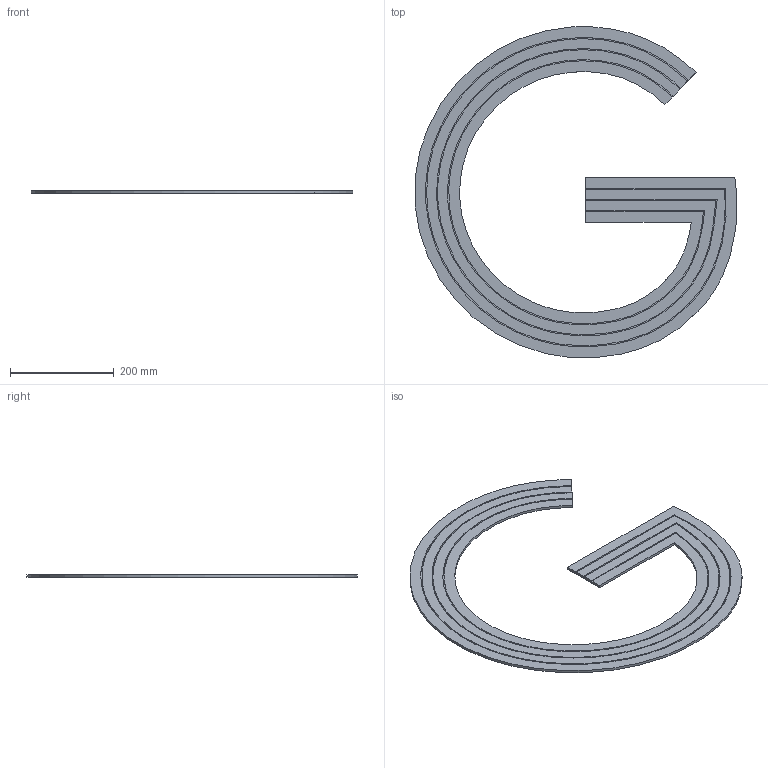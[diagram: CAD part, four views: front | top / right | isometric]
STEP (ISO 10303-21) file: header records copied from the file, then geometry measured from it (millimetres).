
FILE_DESCRIPTION(/* description */ (''),/* implementation_level */ '2;1');
FILE_NAME(/* name */ 'letterG_manufacture_updated1',/* time_stamp */ '2016-04-19T12:08:27-07:00',/* author */ (''),/* organization */ (''),/* preprocessor_version */ 'ST-DEVELOPER v15',/* originating_system */ '',/* authorisation */ '');
FILE_SCHEMA (('AUTOMOTIVE_DESIGN'));
Length unit declared in the file: millimetre
Products named in the file (1): Document
Bounding box: 619.23 x 635.44 x 5 mm (x, y, z)
Volume: 641286 mm3; surface area: 350320.4 mm2
Topology: 1 solids, 1 shells, 53 faces, 153 edges, 102 vertices
Faces by surface type: bspline 43, plane 10
Entity records: 10787 total; most frequent: CARTESIAN_POINT 9816, ORIENTED_EDGE 306, EDGE_CURVE 153, B_SPLINE_CURVE_WITH_KNOTS 153, VERTEX_POINT 102, ADVANCED_FACE 53, FACE_OUTER_BOUND 53, EDGE_LOOP 53
